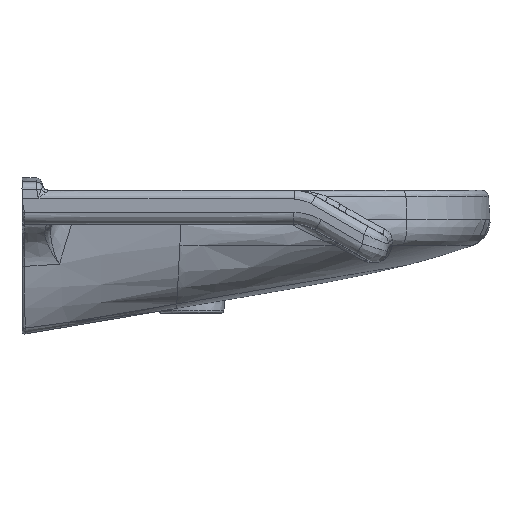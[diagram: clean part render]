
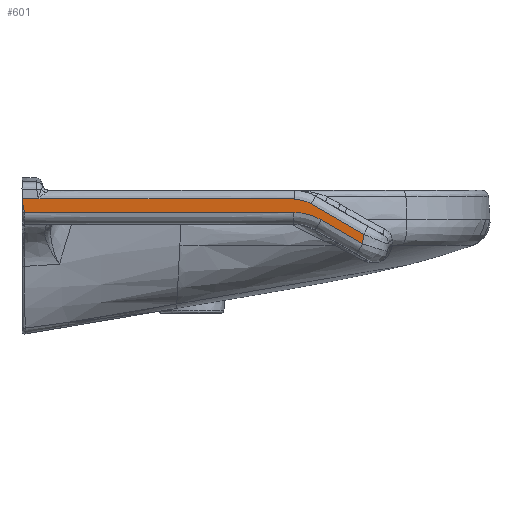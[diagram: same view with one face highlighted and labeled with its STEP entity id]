
A CAD part, left-side view. The second image highlights one B-rep face of the part: STEP entity #601.
In plain terms, the highlighted planar face has unit normal (-0.998, 0, -0.07).
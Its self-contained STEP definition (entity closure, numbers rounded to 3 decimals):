
#336=PLANE('',#5610);
#601=ADVANCED_FACE('',(#1087),#336,.F.);
#1087=FACE_OUTER_BOUND('',#1432,.T.);
#1432=EDGE_LOOP('',(#2455,#2456,#2457,#2458,#2459,#2460,#2461,#2462,#2463,
#2464,#2465,#2466));
#2455=ORIENTED_EDGE('',*,*,#4405,.F.);
#2456=ORIENTED_EDGE('',*,*,#4450,.F.);
#2457=ORIENTED_EDGE('',*,*,#4448,.F.);
#2458=ORIENTED_EDGE('',*,*,#4445,.F.);
#2459=ORIENTED_EDGE('',*,*,#4458,.F.);
#2460=ORIENTED_EDGE('',*,*,#4459,.F.);
#2461=ORIENTED_EDGE('',*,*,#4460,.F.);
#2462=ORIENTED_EDGE('',*,*,#4461,.F.);
#2463=ORIENTED_EDGE('',*,*,#4462,.F.);
#2464=ORIENTED_EDGE('',*,*,#4463,.F.);
#2465=ORIENTED_EDGE('',*,*,#4464,.F.);
#2466=ORIENTED_EDGE('',*,*,#4465,.F.);
#3715=VERTEX_POINT('',#23216);
#3719=VERTEX_POINT('',#23291);
#3743=VERTEX_POINT('',#25394);
#3744=VERTEX_POINT('',#25479);
#3745=VERTEX_POINT('',#25550);
#3751=VERTEX_POINT('',#25700);
#3752=VERTEX_POINT('',#25763);
#3753=VERTEX_POINT('',#25771);
#3754=VERTEX_POINT('',#25776);
#3755=VERTEX_POINT('',#25781);
#3756=VERTEX_POINT('',#25786);
#3757=VERTEX_POINT('',#25791);
#4405=EDGE_CURVE('',#3715,#3719,#5228,.T.);
#4445=EDGE_CURVE('',#3743,#3744,#5265,.T.);
#4448=EDGE_CURVE('',#3744,#3745,#5268,.T.);
#4450=EDGE_CURVE('',#3745,#3715,#5270,.T.);
#4458=EDGE_CURVE('',#3751,#3743,#5277,.T.);
#4459=EDGE_CURVE('',#3752,#3751,#5278,.T.);
#4460=EDGE_CURVE('',#3753,#3752,#5279,.T.);
#4461=EDGE_CURVE('',#3754,#3753,#5280,.T.);
#4462=EDGE_CURVE('',#3755,#3754,#5281,.T.);
#4463=EDGE_CURVE('',#3756,#3755,#5282,.T.);
#4464=EDGE_CURVE('',#3757,#3756,#5283,.T.);
#4465=EDGE_CURVE('',#3719,#3757,#5284,.T.);
#5228=B_SPLINE_CURVE_WITH_KNOTS('',3,(#23287,#23288,#23289,#23290),
 .UNSPECIFIED.,.F.,.F.,(4,4),(0.,1.),.UNSPECIFIED.);
#5265=B_SPLINE_CURVE_WITH_KNOTS('',3,(#25472,#25473,#25474,#25475,#25476,
#25477,#25478),.UNSPECIFIED.,.F.,.F.,(4,1,1,1,4),(0.,0.25,0.5,0.75,1.),
 .UNSPECIFIED.);
#5268=B_SPLINE_CURVE_WITH_KNOTS('',3,(#25543,#25544,#25545,#25546,#25547,
#25548,#25549),.UNSPECIFIED.,.F.,.F.,(4,1,1,1,4),(0.,0.25,0.5,0.75,1.),
 .UNSPECIFIED.);
#5270=B_SPLINE_CURVE_WITH_KNOTS('',3,(#25607,#25608,#25609,#25610,#25611,
#25612,#25613),.UNSPECIFIED.,.F.,.F.,(4,1,1,1,4),(0.,0.25,0.5,0.75,1.),
 .UNSPECIFIED.);
#5277=B_SPLINE_CURVE_WITH_KNOTS('',3,(#25701,#25702,#25703,#25704,#25705,
#25706),.UNSPECIFIED.,.F.,.F.,(4,1,1,4),(0.,0.415,0.84,
1.),.UNSPECIFIED.);
#5278=B_SPLINE_CURVE_WITH_KNOTS('',3,(#25756,#25757,#25758,#25759,#25760,
#25761,#25762),.UNSPECIFIED.,.F.,.F.,(4,1,1,1,4),(0.,0.25,0.5,0.75,1.),
 .UNSPECIFIED.);
#5279=B_SPLINE_CURVE_WITH_KNOTS('',3,(#25764,#25765,#25766,#25767,#25768,
#25769,#25770),.UNSPECIFIED.,.F.,.F.,(4,1,1,1,4),(0.,0.25,0.5,0.75,1.),
 .UNSPECIFIED.);
#5280=B_SPLINE_CURVE_WITH_KNOTS('',3,(#25772,#25773,#25774,#25775),
 .UNSPECIFIED.,.F.,.F.,(4,4),(0.,1.),.UNSPECIFIED.);
#5281=B_SPLINE_CURVE_WITH_KNOTS('',3,(#25777,#25778,#25779,#25780),
 .UNSPECIFIED.,.F.,.F.,(4,4),(0.,1.),.UNSPECIFIED.);
#5282=B_SPLINE_CURVE_WITH_KNOTS('',3,(#25782,#25783,#25784,#25785),
 .UNSPECIFIED.,.F.,.F.,(4,4),(0.,1.),.UNSPECIFIED.);
#5283=B_SPLINE_CURVE_WITH_KNOTS('',3,(#25787,#25788,#25789,#25790),
 .UNSPECIFIED.,.F.,.F.,(4,4),(0.,1.),.UNSPECIFIED.);
#5284=B_SPLINE_CURVE_WITH_KNOTS('',3,(#25792,#25793,#25794,#25795),
 .UNSPECIFIED.,.F.,.F.,(4,4),(0.,1.),.UNSPECIFIED.);
#5610=AXIS2_PLACEMENT_3D('',#25796,#5779,#5780);
#5779=DIRECTION('',(0.998,0.,0.07));
#5780=DIRECTION('',(-0.07,0.,0.998));
#23216=CARTESIAN_POINT('',(-398.179,-2.999,-26.046));
#23287=CARTESIAN_POINT('',(-398.179,-2.999,-26.046));
#23288=CARTESIAN_POINT('',(-398.552,-1.999,-20.701));
#23289=CARTESIAN_POINT('',(-398.926,-1.,-15.357));
#23290=CARTESIAN_POINT('',(-399.3,0.,-10.012));
#23291=CARTESIAN_POINT('',(-399.3,0.,-10.012));
#25394=CARTESIAN_POINT('',(-395.596,-401.778,-62.985));
#25472=CARTESIAN_POINT('',(-395.596,-401.778,-62.985));
#25473=CARTESIAN_POINT('',(-395.76,-397.704,-60.632));
#25474=CARTESIAN_POINT('',(-396.089,-389.554,-55.927));
#25475=CARTESIAN_POINT('',(-396.583,-377.33,-48.87));
#25476=CARTESIAN_POINT('',(-397.076,-365.106,-41.812));
#25477=CARTESIAN_POINT('',(-397.405,-356.957,-37.107));
#25478=CARTESIAN_POINT('',(-397.57,-352.882,-34.755));
#25479=CARTESIAN_POINT('',(-397.57,-352.882,-34.755));
#25543=CARTESIAN_POINT('',(-397.57,-352.882,-34.755));
#25544=CARTESIAN_POINT('',(-397.67,-350.41,-33.327));
#25545=CARTESIAN_POINT('',(-397.845,-345.33,-30.824));
#25546=CARTESIAN_POINT('',(-398.035,-337.337,-28.106));
#25547=CARTESIAN_POINT('',(-398.153,-328.917,-26.419));
#25548=CARTESIAN_POINT('',(-398.179,-323.24,-26.047));
#25549=CARTESIAN_POINT('',(-398.179,-320.382,-26.046));
#25550=CARTESIAN_POINT('',(-398.179,-320.382,-26.046));
#25607=CARTESIAN_POINT('',(-398.179,-320.382,-26.046));
#25608=CARTESIAN_POINT('',(-398.179,-293.934,-26.046));
#25609=CARTESIAN_POINT('',(-398.179,-241.037,-26.046));
#25610=CARTESIAN_POINT('',(-398.179,-161.691,-26.046));
#25611=CARTESIAN_POINT('',(-398.179,-82.346,-26.046));
#25612=CARTESIAN_POINT('',(-398.179,-29.449,-26.046));
#25613=CARTESIAN_POINT('',(-398.179,-3.,-26.046));
#25700=CARTESIAN_POINT('',(-396.38,-402.957,-51.77));
#25701=CARTESIAN_POINT('',(-396.38,-402.957,-51.77));
#25702=CARTESIAN_POINT('',(-396.271,-402.794,-53.321));
#25703=CARTESIAN_POINT('',(-396.052,-402.464,-56.462));
#25704=CARTESIAN_POINT('',(-395.79,-402.071,-60.2));
#25705=CARTESIAN_POINT('',(-395.637,-401.841,-62.387));
#25706=CARTESIAN_POINT('',(-395.596,-401.778,-62.985));
#25756=CARTESIAN_POINT('',(-398.877,-341.1,-16.057));
#25757=CARTESIAN_POINT('',(-398.669,-346.255,-19.033));
#25758=CARTESIAN_POINT('',(-398.253,-356.564,-24.985));
#25759=CARTESIAN_POINT('',(-397.629,-372.029,-33.913));
#25760=CARTESIAN_POINT('',(-397.004,-387.493,-42.841));
#25761=CARTESIAN_POINT('',(-396.588,-397.802,-48.794));
#25762=CARTESIAN_POINT('',(-396.38,-402.957,-51.77));
#25763=CARTESIAN_POINT('',(-398.877,-341.1,-16.057));
#25764=CARTESIAN_POINT('',(-399.252,-321.1,-10.698));
#25765=CARTESIAN_POINT('',(-399.252,-322.858,-10.698));
#25766=CARTESIAN_POINT('',(-399.236,-326.352,-10.927));
#25767=CARTESIAN_POINT('',(-399.163,-331.534,-11.965));
#25768=CARTESIAN_POINT('',(-399.046,-336.453,-13.637));
#25769=CARTESIAN_POINT('',(-398.939,-339.579,-15.178));
#25770=CARTESIAN_POINT('',(-398.877,-341.1,-16.057));
#25771=CARTESIAN_POINT('',(-399.252,-321.1,-10.698));
#25772=CARTESIAN_POINT('',(-399.276,-321.1,-10.011));
#25773=CARTESIAN_POINT('',(-399.276,-321.1,-10.243));
#25774=CARTESIAN_POINT('',(-399.268,-321.1,-10.472));
#25775=CARTESIAN_POINT('',(-399.252,-321.1,-10.698));
#25776=CARTESIAN_POINT('',(-399.288,-321.1,-10.011));
#25777=CARTESIAN_POINT('',(-399.276,-26.911,-10.01));
#25778=CARTESIAN_POINT('',(-399.276,-124.974,-10.01));
#25779=CARTESIAN_POINT('',(-399.276,-223.037,-10.01));
#25780=CARTESIAN_POINT('',(-399.276,-321.1,-10.01));
#25781=CARTESIAN_POINT('',(-399.288,-26.911,-10.011));
#25782=CARTESIAN_POINT('',(-399.276,-19.886,-10.012));
#25783=CARTESIAN_POINT('',(-399.276,-22.228,-10.012));
#25784=CARTESIAN_POINT('',(-399.276,-24.569,-10.012));
#25785=CARTESIAN_POINT('',(-399.276,-26.911,-10.012));
#25786=CARTESIAN_POINT('',(-399.288,-19.885,-10.011));
#25787=CARTESIAN_POINT('',(-399.3,-19.272,-10.012));
#25788=CARTESIAN_POINT('',(-399.3,-19.475,-10.013));
#25789=CARTESIAN_POINT('',(-399.292,-19.679,-10.015));
#25790=CARTESIAN_POINT('',(-399.277,-19.882,-10.017));
#25791=CARTESIAN_POINT('',(-399.3,-19.272,-10.012));
#25792=CARTESIAN_POINT('',(-399.3,0.,-10.012));
#25793=CARTESIAN_POINT('',(-399.3,-6.424,-10.012));
#25794=CARTESIAN_POINT('',(-399.3,-12.848,-10.012));
#25795=CARTESIAN_POINT('',(-399.3,-19.272,-10.012));
#25796=CARTESIAN_POINT('',(-395.573,2.418,-63.303));
